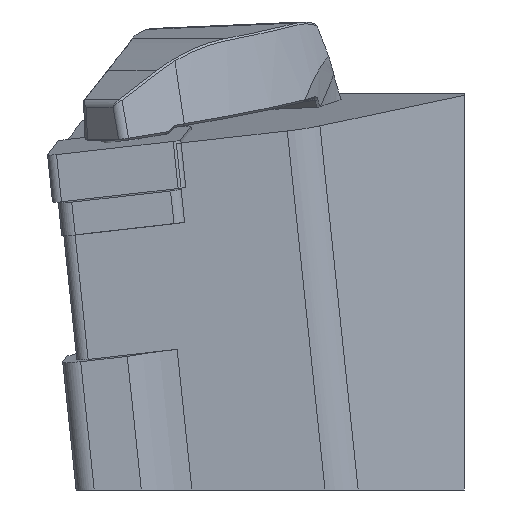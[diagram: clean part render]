
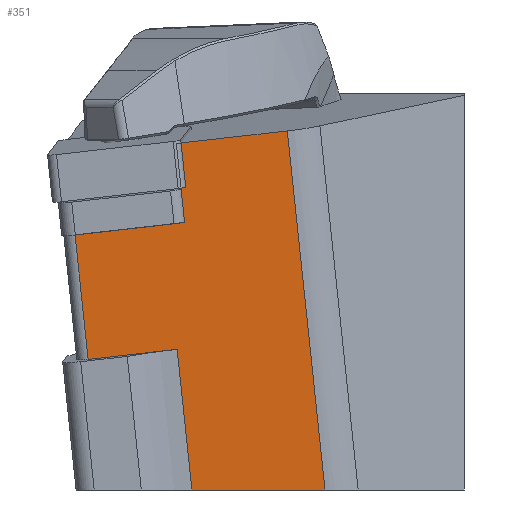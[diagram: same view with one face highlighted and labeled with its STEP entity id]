
A CAD part, left-side view. The second image highlights one B-rep face of the part: STEP entity #351.
In plain terms, the highlighted planar face has unit normal (-0.992, -0.087, -0.096).
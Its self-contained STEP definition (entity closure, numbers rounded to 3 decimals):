
#351=ADVANCED_FACE('',(#536),#475,.T.);
#475=PLANE('',#2246);
#536=FACE_OUTER_BOUND('',#658,.T.);
#658=EDGE_LOOP('',(#841,#842,#843,#844,#845,#846,#847,#848,#849));
#841=ORIENTED_EDGE('',*,*,#1653,.T.);
#842=ORIENTED_EDGE('',*,*,#1654,.T.);
#843=ORIENTED_EDGE('',*,*,#1655,.T.);
#844=ORIENTED_EDGE('',*,*,#1656,.T.);
#845=ORIENTED_EDGE('',*,*,#1657,.F.);
#846=ORIENTED_EDGE('',*,*,#1658,.F.);
#847=ORIENTED_EDGE('',*,*,#1645,.T.);
#848=ORIENTED_EDGE('',*,*,#1610,.F.);
#849=ORIENTED_EDGE('',*,*,#1614,.T.);
#1412=VERTEX_POINT('',#2921);
#1413=VERTEX_POINT('',#2923);
#1414=VERTEX_POINT('',#2928);
#1442=VERTEX_POINT('',#3014);
#1447=VERTEX_POINT('',#3028);
#1448=VERTEX_POINT('',#3030);
#1449=VERTEX_POINT('',#3032);
#1450=VERTEX_POINT('',#3034);
#1451=VERTEX_POINT('',#3036);
#1610=EDGE_CURVE('',#1412,#1413,#1922,.T.);
#1614=EDGE_CURVE('',#1412,#1414,#1925,.T.);
#1645=EDGE_CURVE('',#1442,#1413,#1948,.T.);
#1653=EDGE_CURVE('',#1414,#1447,#1955,.T.);
#1654=EDGE_CURVE('',#1447,#1448,#1956,.T.);
#1655=EDGE_CURVE('',#1448,#1449,#1957,.T.);
#1656=EDGE_CURVE('',#1449,#1450,#1958,.T.);
#1657=EDGE_CURVE('',#1451,#1450,#1959,.T.);
#1658=EDGE_CURVE('',#1442,#1451,#1960,.T.);
#1922=LINE('',#2922,#2081);
#1925=LINE('',#2929,#2084);
#1948=LINE('',#3013,#2107);
#1955=LINE('',#3027,#2114);
#1956=LINE('',#3029,#2115);
#1957=LINE('',#3031,#2116);
#1958=LINE('',#3033,#2117);
#1959=LINE('',#3035,#2118);
#1960=LINE('',#3037,#2119);
#2081=VECTOR('',#2414,1.);
#2084=VECTOR('',#2421,1.);
#2107=VECTOR('',#2464,1.);
#2114=VECTOR('',#2475,1.);
#2115=VECTOR('',#2476,1.);
#2116=VECTOR('',#2477,1.);
#2117=VECTOR('',#2478,1.);
#2118=VECTOR('',#2479,1.);
#2119=VECTOR('',#2480,1.);
#2246=AXIS2_PLACEMENT_3D('',#3038,#2481,#2482);
#2414=DIRECTION('',(-0.105,0.104,0.989));
#2421=DIRECTION('',(-0.076,0.991,-0.112));
#2464=DIRECTION('',(-0.076,0.991,-0.112));
#2475=DIRECTION('',(-0.076,0.991,-0.112));
#2476=DIRECTION('',(0.105,-0.104,-0.989));
#2477=DIRECTION('',(0.076,-0.991,0.112));
#2478=DIRECTION('',(0.105,-0.104,-0.989));
#2479=DIRECTION('',(-0.087,0.996,0.));
#2480=DIRECTION('',(0.105,-0.104,-0.989));
#2481=DIRECTION('',(-0.992,-0.087,-0.096));
#2482=DIRECTION('',(-0.096,0.,0.995));
#2921=CARTESIAN_POINT('',(2.427,26.793,-6.383));
#2922=CARTESIAN_POINT('',(3.688,25.539,-18.311));
#2923=CARTESIAN_POINT('',(1.629,27.587,1.173));
#2928=CARTESIAN_POINT('',(2.398,27.168,-6.426));
#2929=CARTESIAN_POINT('',(1.761,35.492,-7.368));
#3013=CARTESIAN_POINT('',(-2.986,87.84,-5.647));
#3014=CARTESIAN_POINT('',(2.442,16.967,2.376));
#3027=CARTESIAN_POINT('',(1.761,35.492,-7.368));
#3028=CARTESIAN_POINT('',(1.624,37.283,-7.571));
#3029=CARTESIAN_POINT('',(2.884,36.029,-19.499));
#3030=CARTESIAN_POINT('',(2.884,36.029,-19.499));
#3031=CARTESIAN_POINT('',(4.501,14.92,-17.109));
#3032=CARTESIAN_POINT('',(3.537,27.512,-18.535));
#3033=CARTESIAN_POINT('',(-1.69,32.71,30.919));
#3034=CARTESIAN_POINT('',(4.96,26.097,-32.));
#3035=CARTESIAN_POINT('',(5.436,20.657,-32.));
#3036=CARTESIAN_POINT('',(6.075,13.354,-32.));
#3037=CARTESIAN_POINT('',(4.501,14.92,-17.109));
#3038=CARTESIAN_POINT('',(4.501,14.92,-17.109));
